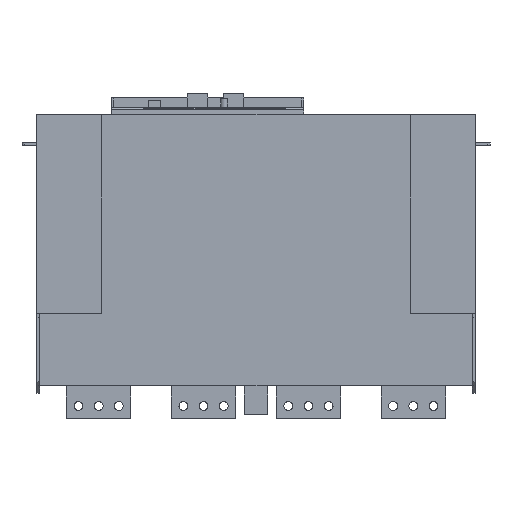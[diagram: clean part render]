
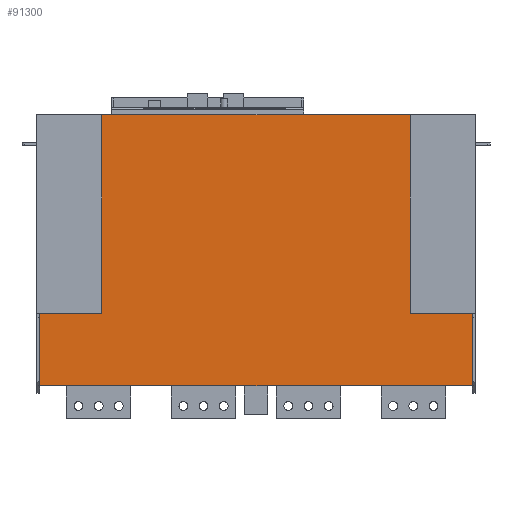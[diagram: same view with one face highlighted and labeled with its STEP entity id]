
A CAD part, front view. The second image highlights one B-rep face of the part: STEP entity #91300.
In plain terms, the highlighted planar face has unit normal (0, -1, 0).
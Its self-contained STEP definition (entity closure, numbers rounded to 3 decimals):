
#89750=CARTESIAN_POINT('',(1881.31,195.666,-345.));
#89760=VERTEX_POINT('',#89750);
#89790=CARTESIAN_POINT('',(1881.31,195.666,0.));
#89800=DIRECTION('',(0.,0.,-1.));
#89810=VECTOR('',#89800,1.);
#89820=LINE('',#89790,#89810);
#89830=CARTESIAN_POINT('',(1881.31,195.666,-9.));
#89840=VERTEX_POINT('',#89830);
#89850=EDGE_CURVE('',#89840,#89760,#89820,.T.);
#90540=CARTESIAN_POINT('',(1344.7,195.666,-9.));
#90550=VERTEX_POINT('',#90540);
#90580=CARTESIAN_POINT('',(1344.7,195.666,0.));
#90590=DIRECTION('',(0.,0.,1.));
#90600=VECTOR('',#90590,1.);
#90610=LINE('',#90580,#90600);
#90620=CARTESIAN_POINT('',(1344.7,195.666,-345.));
#90630=VERTEX_POINT('',#90620);
#90640=EDGE_CURVE('',#90630,#90550,#90610,.T.);
#91030=CARTESIAN_POINT('',(0.,195.666,-9.));
#91040=DIRECTION('',(1.,0.,0.));
#91050=VECTOR('',#91040,1.);
#91060=LINE('',#91030,#91050);
#91070=EDGE_CURVE('',#90550,#89840,#91060,.T.);
#91140=CARTESIAN_POINT('',(1658.51,195.666,-345.));
#91150=DIRECTION('',(0.,1.,0.));
#91160=DIRECTION('',(0.,0.,-1.));
#91170=AXIS2_PLACEMENT_3D('',#91140,#91150,#91160);
#91180=PLANE('',#91170);
#91190=ORIENTED_EDGE('',*,*,#89850,.F.);
#91200=CARTESIAN_POINT('',(0.,195.666,-345.));
#91210=DIRECTION('',(-1.,0.,0.));
#91220=VECTOR('',#91210,1.);
#91230=LINE('',#91200,#91220);
#91240=EDGE_CURVE('',#89760,#90630,#91230,.T.);
#91250=ORIENTED_EDGE('',*,*,#91240,.F.);
#91260=ORIENTED_EDGE('',*,*,#90640,.F.);
#91270=ORIENTED_EDGE('',*,*,#91070,.F.);
#91280=EDGE_LOOP('',(#91270,#91260,#91250,#91190));
#91290=FACE_OUTER_BOUND('',#91280,.T.);
#91300=ADVANCED_FACE('',(#91290),#91180,.F.);
